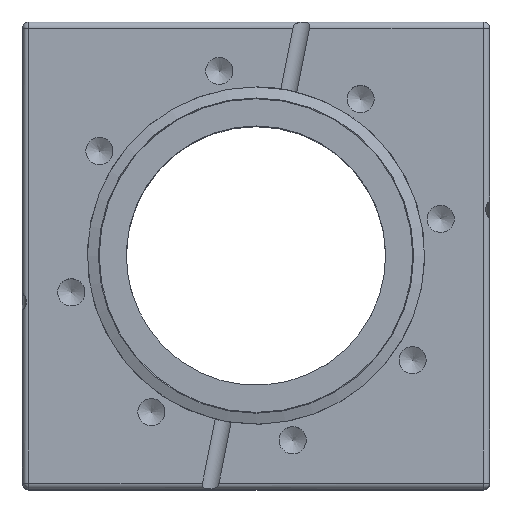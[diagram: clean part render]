
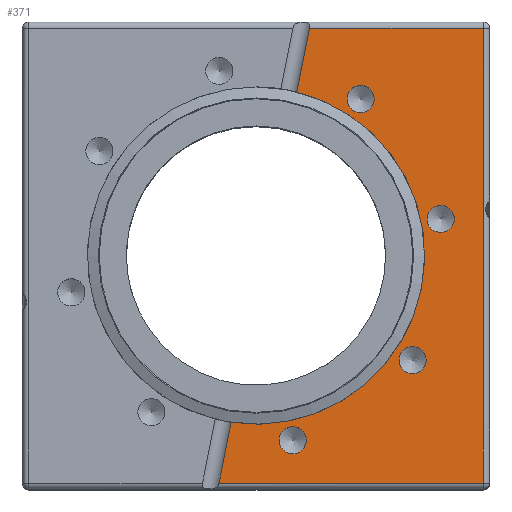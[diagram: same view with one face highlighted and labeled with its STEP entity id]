
A CAD part, top view. The second image highlights one B-rep face of the part: STEP entity #371.
In plain terms, the highlighted planar face has unit normal (0, 0, 1).
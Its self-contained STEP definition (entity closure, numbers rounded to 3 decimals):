
#73=CARTESIAN_POINT('',(-9.04,-55.7,57.2));
#74=VERTEX_POINT('',#73);
#120=CARTESIAN_POINT('',(-6.086,-40.849,57.2));
#121=VERTEX_POINT('',#120);
#122=CARTESIAN_POINT('',(-6.086,-40.849,57.2));
#123=DIRECTION('',(-0.195,-0.981,0.0));
#124=VECTOR('',#123,15.142);
#125=LINE('',#122,#124);
#126=EDGE_CURVE('',#121,#74,#125,.T.);
#171=CARTESIAN_POINT('',(13.119,55.7,57.2));
#172=VERTEX_POINT('',#171);
#224=CARTESIAN_POINT('',(10.009,40.069,57.2));
#225=VERTEX_POINT('',#224);
#251=CARTESIAN_POINT('',(13.119,55.7,57.2));
#252=DIRECTION('',(-0.195,-0.981,0.0));
#253=VECTOR('',#252,15.938);
#254=LINE('',#251,#253);
#255=EDGE_CURVE('',#172,#225,#254,.T.);
#277=CARTESIAN_POINT('',(0.0,0.,57.2));
#278=DIRECTION('',(0.0,0.0,-1.0));
#279=DIRECTION('',(0.0,1.0,0.0));
#280=AXIS2_PLACEMENT_3D('',#277,#278,#279);
#281=CIRCLE('',#280,41.3);
#282=EDGE_CURVE('',#225,#121,#281,.T.);
#295=CARTESIAN_POINT('',(0.0,0.,57.2));
#296=DIRECTION('',(0.0,0.0,1.0));
#297=DIRECTION('',(1.0,0.0,0.0));
#298=AXIS2_PLACEMENT_3D('',#295,#296,#297);
#299=PLANE('',#298);
#300=ORIENTED_EDGE('',*,*,#126,.T.);
#301=CARTESIAN_POINT('',(55.7,-55.7,57.2));
#302=VERTEX_POINT('',#301);
#303=CARTESIAN_POINT('',(55.7,-55.7,57.2));
#304=DIRECTION('',(-1.0,0.0,0.0));
#305=VECTOR('',#304,64.74);
#306=LINE('',#303,#305);
#307=EDGE_CURVE('',#302,#74,#306,.T.);
#308=ORIENTED_EDGE('',*,*,#307,.F.);
#309=CARTESIAN_POINT('',(55.7,55.7,57.2));
#310=VERTEX_POINT('',#309);
#311=CARTESIAN_POINT('',(55.7,55.7,57.2));
#312=DIRECTION('',(0.0,-1.0,0.0));
#313=VECTOR('',#312,111.4);
#314=LINE('',#311,#313);
#315=EDGE_CURVE('',#310,#302,#314,.T.);
#316=ORIENTED_EDGE('',*,*,#315,.F.);
#317=CARTESIAN_POINT('',(13.119,55.7,57.2));
#318=DIRECTION('',(1.0,0.0,0.0));
#319=VECTOR('',#318,42.581);
#320=LINE('',#317,#319);
#321=EDGE_CURVE('',#172,#310,#320,.T.);
#322=ORIENTED_EDGE('',*,*,#321,.F.);
#323=ORIENTED_EDGE('',*,*,#255,.T.);
#324=ORIENTED_EDGE('',*,*,#282,.T.);
#325=EDGE_LOOP('',(#300,#308,#316,#322,#323,#324));
#326=FACE_OUTER_BOUND('',#325,.T.);
#327=CARTESIAN_POINT('',(23.262,35.981,57.2));
#328=VERTEX_POINT('',#327);
#329=CARTESIAN_POINT('',(25.612,38.331,57.2));
#330=DIRECTION('',(0.,0.,-1.0));
#331=DIRECTION('',(-0.707,-0.707,0.));
#332=AXIS2_PLACEMENT_3D('',#329,#330,#331);
#333=CIRCLE('',#332,3.324);
#334=EDGE_CURVE('',#328,#328,#333,.T.);
#335=ORIENTED_EDGE('',*,*,#334,.T.);
#336=EDGE_LOOP('',(#335));
#337=FACE_BOUND('',#336,.T.);
#338=CARTESIAN_POINT('',(41.891,8.994,57.2));
#339=VERTEX_POINT('',#338);
#340=CARTESIAN_POINT('',(45.214,8.994,57.2));
#341=DIRECTION('',(0.0,0.0,-1.0));
#342=DIRECTION('',(-1.0,0.0,0.0));
#343=AXIS2_PLACEMENT_3D('',#340,#341,#342);
#344=CIRCLE('',#343,3.324);
#345=EDGE_CURVE('',#339,#339,#344,.T.);
#346=ORIENTED_EDGE('',*,*,#345,.T.);
#347=EDGE_LOOP('',(#346));
#348=FACE_BOUND('',#347,.T.);
#349=CARTESIAN_POINT('',(35.981,-23.262,57.2));
#350=VERTEX_POINT('',#349);
#351=CARTESIAN_POINT('',(38.331,-25.612,57.2));
#352=DIRECTION('',(0.,0.,-1.0));
#353=DIRECTION('',(-0.707,0.707,0.));
#354=AXIS2_PLACEMENT_3D('',#351,#352,#353);
#355=CIRCLE('',#354,3.324);
#356=EDGE_CURVE('',#350,#350,#355,.T.);
#357=ORIENTED_EDGE('',*,*,#356,.T.);
#358=EDGE_LOOP('',(#357));
#359=FACE_BOUND('',#358,.T.);
#360=CARTESIAN_POINT('',(8.994,-41.891,57.2));
#361=VERTEX_POINT('',#360);
#362=CARTESIAN_POINT('',(8.994,-45.214,57.2));
#363=DIRECTION('',(0.0,0.0,-1.0));
#364=DIRECTION('',(0.0,1.0,0.0));
#365=AXIS2_PLACEMENT_3D('',#362,#363,#364);
#366=CIRCLE('',#365,3.324);
#367=EDGE_CURVE('',#361,#361,#366,.T.);
#368=ORIENTED_EDGE('',*,*,#367,.T.);
#369=EDGE_LOOP('',(#368));
#370=FACE_BOUND('',#369,.T.);
#371=ADVANCED_FACE('',(#326,#337,#348,#359,#370),#299,.T.);
